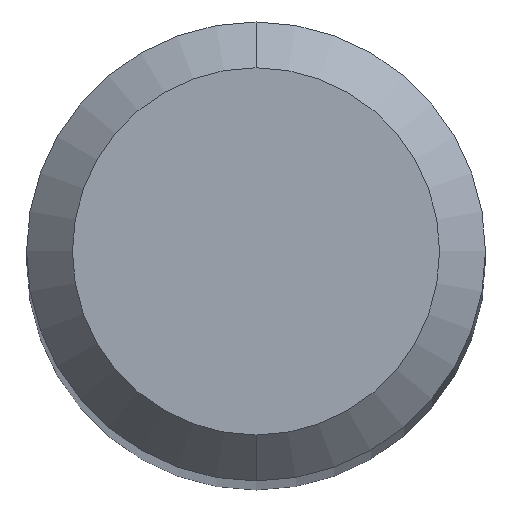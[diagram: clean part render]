
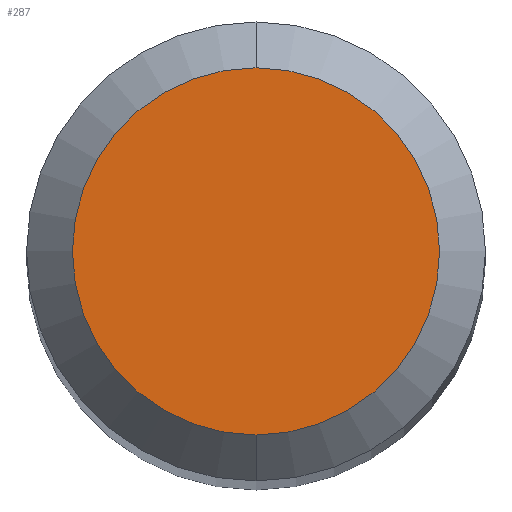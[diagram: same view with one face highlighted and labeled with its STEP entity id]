
A CAD part, top view. The second image highlights one B-rep face of the part: STEP entity #287.
In plain terms, the highlighted planar face has unit normal (0, 0, 1).
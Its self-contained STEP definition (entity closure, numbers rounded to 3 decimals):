
#225=EDGE_CURVE('',#257,#309,#530,.T.);
#257=VERTEX_POINT('',#566);
#287=ADVANCED_FACE('',(#600),#601,.T.);
#309=VERTEX_POINT('',#626);
#311=EDGE_CURVE('',#309,#257,#628,.T.);
#530=CIRCLE('',#882,1.2);
#566=CARTESIAN_POINT('',(0.,-1.2,0.0));
#600=FACE_OUTER_BOUND('',#1039,.T.);
#601=PLANE('',#1040);
#626=CARTESIAN_POINT('',(0.0,1.2,0.0));
#628=CIRCLE('',#1088,1.2);
#882=AXIS2_PLACEMENT_3D('',#1490,#1491,#1492);
#1039=EDGE_LOOP('',(#1586,#1587));
#1040=AXIS2_PLACEMENT_3D('',#1588,#1589,#1590);
#1088=AXIS2_PLACEMENT_3D('',#1616,#1617,#1618);
#1490=CARTESIAN_POINT('',(0.0,0.0,0.0));
#1491=DIRECTION('',(0.0,0.0,-1.0));
#1492=DIRECTION('',(0.0,1.0,0.0));
#1586=ORIENTED_EDGE('',*,*,#311,.F.);
#1587=ORIENTED_EDGE('',*,*,#225,.F.);
#1588=CARTESIAN_POINT('',(0.0,0.6,0.0));
#1589=DIRECTION('',(-0.0,0.0,1.0));
#1590=DIRECTION('',(0.0,-1.0,0.0));
#1616=CARTESIAN_POINT('',(0.0,0.0,0.0));
#1617=DIRECTION('',(0.0,0.0,-1.0));
#1618=DIRECTION('',(0.0,1.0,0.0));
